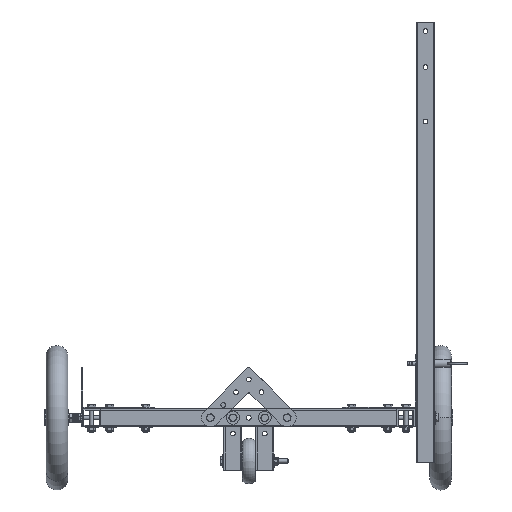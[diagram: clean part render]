
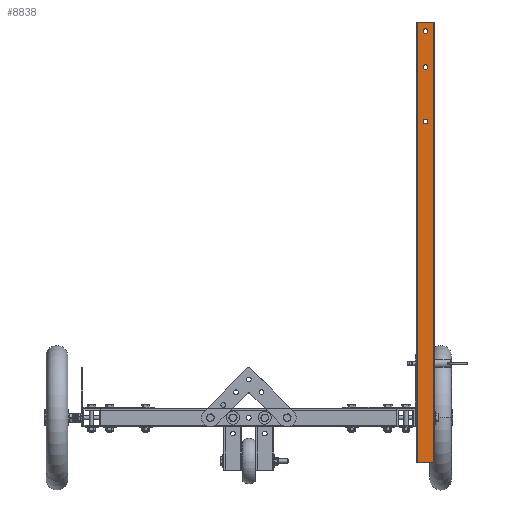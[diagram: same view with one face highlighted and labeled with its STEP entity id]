
A CAD part, front view. The second image highlights one B-rep face of the part: STEP entity #8838.
In plain terms, the highlighted face is planar.
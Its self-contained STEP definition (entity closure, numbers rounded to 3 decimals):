
#8537 = EDGE_CURVE('',#8538,#8540,#8542,.T.);
#8538 = VERTEX_POINT('',#8539);
#8539 = CARTESIAN_POINT('',(-12.5,0.,-12.5));
#8540 = VERTEX_POINT('',#8541);
#8541 = CARTESIAN_POINT('',(-12.5,-610.,-12.5));
#8542 = LINE('',#8543,#8544);
#8543 = CARTESIAN_POINT('',(-12.5,0.,-12.5));
#8544 = VECTOR('',#8545,1.);
#8545 = DIRECTION('',(0.,-1.,0.));
#8603 = VERTEX_POINT('',#8604);
#8604 = CARTESIAN_POINT('',(12.5,0.,-12.5));
#8610 = EDGE_CURVE('',#8603,#8538,#8611,.T.);
#8611 = LINE('',#8612,#8613);
#8612 = CARTESIAN_POINT('',(12.5,0.,-12.5));
#8613 = VECTOR('',#8614,1.);
#8614 = DIRECTION('',(-1.,0.,0.));
#8661 = VERTEX_POINT('',#8662);
#8662 = CARTESIAN_POINT('',(12.5,-610.,-12.5));
#8668 = EDGE_CURVE('',#8661,#8540,#8669,.T.);
#8669 = LINE('',#8670,#8671);
#8670 = CARTESIAN_POINT('',(12.5,-610.,-12.5));
#8671 = VECTOR('',#8672,1.);
#8672 = DIRECTION('',(-1.,0.,0.));
#8719 = EDGE_CURVE('',#8603,#8661,#8720,.T.);
#8720 = LINE('',#8721,#8722);
#8721 = CARTESIAN_POINT('',(12.5,0.,-12.5));
#8722 = VECTOR('',#8723,1.);
#8723 = DIRECTION('',(0.,-1.,0.));
#8838 = ADVANCED_FACE('',(#8839,#8845,#8856,#8867),#8878,.T.);
#8839 = FACE_BOUND('',#8840,.T.);
#8840 = EDGE_LOOP('',(#8841,#8842,#8843,#8844));
#8841 = ORIENTED_EDGE('',*,*,#8719,.T.);
#8842 = ORIENTED_EDGE('',*,*,#8668,.T.);
#8843 = ORIENTED_EDGE('',*,*,#8537,.F.);
#8844 = ORIENTED_EDGE('',*,*,#8610,.F.);
#8845 = FACE_BOUND('',#8846,.T.);
#8846 = EDGE_LOOP('',(#8847));
#8847 = ORIENTED_EDGE('',*,*,#8848,.T.);
#8848 = EDGE_CURVE('',#8849,#8849,#8851,.T.);
#8849 = VERTEX_POINT('',#8850);
#8850 = CARTESIAN_POINT('',(0.,-600.75,-12.5));
#8851 = CIRCLE('',#8852,3.25);
#8852 = AXIS2_PLACEMENT_3D('',#8853,#8854,#8855);
#8853 = CARTESIAN_POINT('',(0.,-597.5,-12.5));
#8854 = DIRECTION('',(0.,0.,1.));
#8855 = DIRECTION('',(0.,-1.,0.));
#8856 = FACE_BOUND('',#8857,.T.);
#8857 = EDGE_LOOP('',(#8858));
#8858 = ORIENTED_EDGE('',*,*,#8859,.T.);
#8859 = EDGE_CURVE('',#8860,#8860,#8862,.T.);
#8860 = VERTEX_POINT('',#8861);
#8861 = CARTESIAN_POINT('',(0.,-550.75,-12.5));
#8862 = CIRCLE('',#8863,3.25);
#8863 = AXIS2_PLACEMENT_3D('',#8864,#8865,#8866);
#8864 = CARTESIAN_POINT('',(0.,-547.5,-12.5));
#8865 = DIRECTION('',(0.,0.,1.));
#8866 = DIRECTION('',(0.,-1.,0.));
#8867 = FACE_BOUND('',#8868,.T.);
#8868 = EDGE_LOOP('',(#8869));
#8869 = ORIENTED_EDGE('',*,*,#8870,.T.);
#8870 = EDGE_CURVE('',#8871,#8871,#8873,.T.);
#8871 = VERTEX_POINT('',#8872);
#8872 = CARTESIAN_POINT('',(0.,-475.75,-12.5));
#8873 = CIRCLE('',#8874,3.25);
#8874 = AXIS2_PLACEMENT_3D('',#8875,#8876,#8877);
#8875 = CARTESIAN_POINT('',(0.,-472.5,-12.5));
#8876 = DIRECTION('',(0.,0.,1.));
#8877 = DIRECTION('',(0.,-1.,0.));
#8878 = PLANE('',#8879);
#8879 = AXIS2_PLACEMENT_3D('',#8880,#8881,#8882);
#8880 = CARTESIAN_POINT('',(12.5,0.,-12.5));
#8881 = DIRECTION('',(0.,0.,-1.));
#8882 = DIRECTION('',(-1.,0.,0.));
